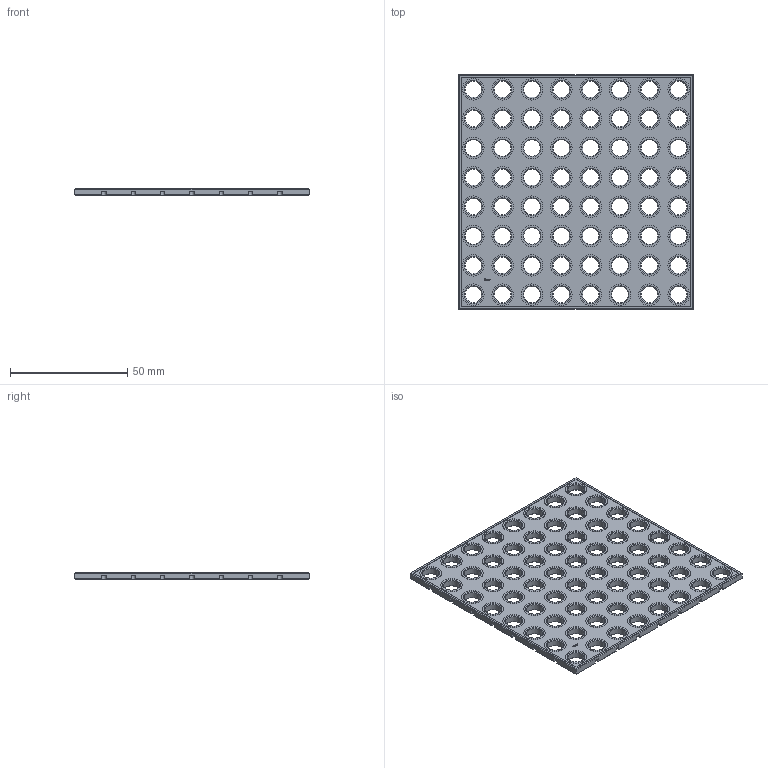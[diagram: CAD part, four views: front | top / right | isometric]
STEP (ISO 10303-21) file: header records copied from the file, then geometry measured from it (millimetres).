
FILE_DESCRIPTION(('FreeCAD Model'),'2;1');
FILE_NAME('Open CASCADE Shape Model','2024-02-25T16:38:09',(''),(''), 'Open CASCADE STEP processor 7.6','FreeCAD','Unknown');
FILE_SCHEMA(('AUTOMOTIVE_DESIGN { 1 0 10303 214 1 1 1 1 }'));
Products named in the file (1): Plate SQR CRNS BU08x00.25 - SPN-PLT-0067 (stemfie.org)
Bounding box: 100 x 100 x 3.12 mm (x, y, z)
Volume: 21431.9 mm3; surface area: 21424.1 mm2
Topology: 1 solids, 1 shells, 1260 faces, 3347 edges, 2186 vertices
Faces by surface type: plane 662, cylinder 324, extrusion 146, cone 128
Full cylindrical faces by diameter (mm): 7 x64, 9.2 x64
Entity records: 83765 total; most frequent: CARTESIAN_POINT 17517, DIRECTION 11801, VECTOR 7499, LINE 7353, ORIENTED_EDGE 6694, PCURVE 6694, DEFINITIONAL_REPRESENTATION 6694, EDGE_CURVE 3347
